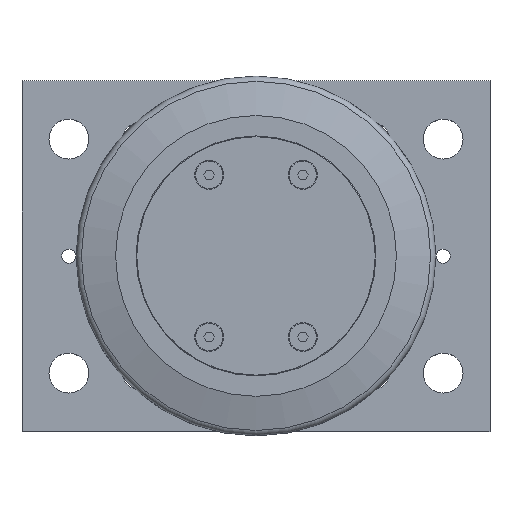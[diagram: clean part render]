
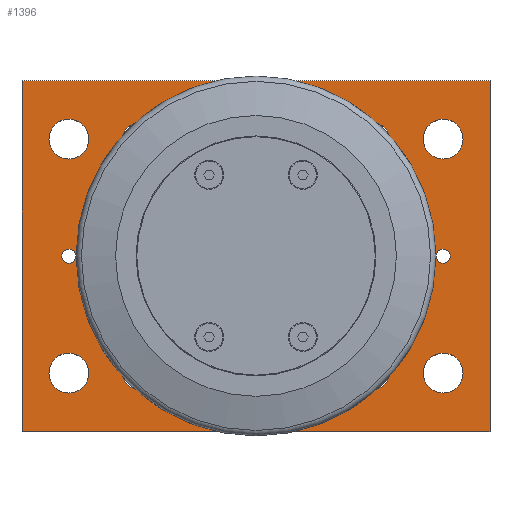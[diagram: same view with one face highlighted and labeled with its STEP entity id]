
A CAD part, top view. The second image highlights one B-rep face of the part: STEP entity #1396.
In plain terms, the highlighted planar face has unit normal (0, 0, 1).
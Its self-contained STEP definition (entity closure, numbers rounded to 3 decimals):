
#41=FACE_BOUND('',#318,.T.);
#42=FACE_BOUND('',#319,.T.);
#43=FACE_BOUND('',#320,.T.);
#44=FACE_BOUND('',#321,.T.);
#45=FACE_BOUND('',#322,.T.);
#46=FACE_BOUND('',#323,.T.);
#47=FACE_BOUND('',#324,.T.);
#48=FACE_BOUND('',#325,.T.);
#49=FACE_BOUND('',#326,.T.);
#50=FACE_BOUND('',#327,.T.);
#51=FACE_BOUND('',#328,.T.);
#116=CIRCLE('',#1547,51.);
#117=CIRCLE('',#1549,6.918);
#118=CIRCLE('',#1550,6.918);
#119=CIRCLE('',#1551,6.918);
#120=CIRCLE('',#1552,6.918);
#121=CIRCLE('',#1553,6.918);
#122=CIRCLE('',#1554,6.918);
#123=CIRCLE('',#1555,6.918);
#124=CIRCLE('',#1556,6.918);
#125=CIRCLE('',#1557,8.5);
#126=CIRCLE('',#1558,8.5);
#127=CIRCLE('',#1559,8.5);
#128=CIRCLE('',#1560,8.5);
#129=CIRCLE('',#1561,3.);
#130=CIRCLE('',#1562,3.);
#224=FACE_OUTER_BOUND('',#317,.T.);
#317=EDGE_LOOP('',(#1195,#1196,#1197,#1198));
#318=EDGE_LOOP('',(#1199,#1200));
#319=EDGE_LOOP('',(#1201,#1202));
#320=EDGE_LOOP('',(#1203,#1204));
#321=EDGE_LOOP('',(#1205,#1206));
#322=EDGE_LOOP('',(#1207));
#323=EDGE_LOOP('',(#1208));
#324=EDGE_LOOP('',(#1209));
#325=EDGE_LOOP('',(#1210));
#326=EDGE_LOOP('',(#1211));
#327=EDGE_LOOP('',(#1212));
#328=EDGE_LOOP('',(#1213));
#445=LINE('',#2353,#558);
#446=LINE('',#2355,#559);
#447=LINE('',#2357,#560);
#448=LINE('',#2358,#561);
#558=VECTOR('',#1915,10.);
#559=VECTOR('',#1916,10.);
#560=VECTOR('',#1917,10.);
#561=VECTOR('',#1918,10.);
#679=VERTEX_POINT('',#2347);
#680=VERTEX_POINT('',#2351);
#681=VERTEX_POINT('',#2352);
#682=VERTEX_POINT('',#2354);
#683=VERTEX_POINT('',#2356);
#684=VERTEX_POINT('',#2359);
#685=VERTEX_POINT('',#2360);
#686=VERTEX_POINT('',#2363);
#687=VERTEX_POINT('',#2364);
#688=VERTEX_POINT('',#2367);
#689=VERTEX_POINT('',#2368);
#690=VERTEX_POINT('',#2371);
#691=VERTEX_POINT('',#2372);
#692=VERTEX_POINT('',#2375);
#693=VERTEX_POINT('',#2377);
#694=VERTEX_POINT('',#2379);
#695=VERTEX_POINT('',#2381);
#696=VERTEX_POINT('',#2383);
#697=VERTEX_POINT('',#2385);
#857=EDGE_CURVE('',#679,#679,#116,.T.);
#858=EDGE_CURVE('',#680,#681,#445,.T.);
#859=EDGE_CURVE('',#682,#680,#446,.T.);
#860=EDGE_CURVE('',#683,#682,#447,.T.);
#861=EDGE_CURVE('',#681,#683,#448,.T.);
#862=EDGE_CURVE('',#684,#685,#117,.T.);
#863=EDGE_CURVE('',#685,#684,#118,.T.);
#864=EDGE_CURVE('',#686,#687,#119,.T.);
#865=EDGE_CURVE('',#687,#686,#120,.T.);
#866=EDGE_CURVE('',#688,#689,#121,.T.);
#867=EDGE_CURVE('',#689,#688,#122,.T.);
#868=EDGE_CURVE('',#690,#691,#123,.T.);
#869=EDGE_CURVE('',#691,#690,#124,.T.);
#870=EDGE_CURVE('',#692,#692,#125,.T.);
#871=EDGE_CURVE('',#693,#693,#126,.T.);
#872=EDGE_CURVE('',#694,#694,#127,.T.);
#873=EDGE_CURVE('',#695,#695,#128,.T.);
#874=EDGE_CURVE('',#696,#696,#129,.T.);
#875=EDGE_CURVE('',#697,#697,#130,.T.);
#1195=ORIENTED_EDGE('',*,*,#858,.F.);
#1196=ORIENTED_EDGE('',*,*,#859,.F.);
#1197=ORIENTED_EDGE('',*,*,#860,.F.);
#1198=ORIENTED_EDGE('',*,*,#861,.F.);
#1199=ORIENTED_EDGE('',*,*,#862,.T.);
#1200=ORIENTED_EDGE('',*,*,#863,.T.);
#1201=ORIENTED_EDGE('',*,*,#864,.T.);
#1202=ORIENTED_EDGE('',*,*,#865,.T.);
#1203=ORIENTED_EDGE('',*,*,#866,.T.);
#1204=ORIENTED_EDGE('',*,*,#867,.T.);
#1205=ORIENTED_EDGE('',*,*,#868,.T.);
#1206=ORIENTED_EDGE('',*,*,#869,.T.);
#1207=ORIENTED_EDGE('',*,*,#870,.T.);
#1208=ORIENTED_EDGE('',*,*,#871,.T.);
#1209=ORIENTED_EDGE('',*,*,#872,.T.);
#1210=ORIENTED_EDGE('',*,*,#873,.T.);
#1211=ORIENTED_EDGE('',*,*,#874,.T.);
#1212=ORIENTED_EDGE('',*,*,#875,.T.);
#1213=ORIENTED_EDGE('',*,*,#857,.T.);
#1328=PLANE('',#1548);
#1396=ADVANCED_FACE('',(#224,#41,#42,#43,#44,#45,#46,#47,#48,#49,#50,#51),
#1328,.T.);
#1547=AXIS2_PLACEMENT_3D('',#2349,#1911,#1912);
#1548=AXIS2_PLACEMENT_3D('',#2350,#1913,#1914);
#1549=AXIS2_PLACEMENT_3D('',#2361,#1919,#1920);
#1550=AXIS2_PLACEMENT_3D('',#2362,#1921,#1922);
#1551=AXIS2_PLACEMENT_3D('',#2365,#1923,#1924);
#1552=AXIS2_PLACEMENT_3D('',#2366,#1925,#1926);
#1553=AXIS2_PLACEMENT_3D('',#2369,#1927,#1928);
#1554=AXIS2_PLACEMENT_3D('',#2370,#1929,#1930);
#1555=AXIS2_PLACEMENT_3D('',#2373,#1931,#1932);
#1556=AXIS2_PLACEMENT_3D('',#2374,#1933,#1934);
#1557=AXIS2_PLACEMENT_3D('',#2376,#1935,#1936);
#1558=AXIS2_PLACEMENT_3D('',#2378,#1937,#1938);
#1559=AXIS2_PLACEMENT_3D('',#2380,#1939,#1940);
#1560=AXIS2_PLACEMENT_3D('',#2382,#1941,#1942);
#1561=AXIS2_PLACEMENT_3D('',#2384,#1943,#1944);
#1562=AXIS2_PLACEMENT_3D('',#2386,#1945,#1946);
#1911=DIRECTION('center_axis',(0.,0.,-1.));
#1912=DIRECTION('ref_axis',(0.,-1.,0.));
#1913=DIRECTION('center_axis',(0.,0.,1.));
#1914=DIRECTION('ref_axis',(1.,0.,0.));
#1915=DIRECTION('',(0.,1.,0.));
#1916=DIRECTION('',(-1.,0.,0.));
#1917=DIRECTION('',(0.,-1.,0.));
#1918=DIRECTION('',(1.,0.,0.));
#1919=DIRECTION('center_axis',(0.,0.,-1.));
#1920=DIRECTION('ref_axis',(1.,0.,0.));
#1921=DIRECTION('center_axis',(0.,0.,-1.));
#1922=DIRECTION('ref_axis',(1.,0.,0.));
#1923=DIRECTION('center_axis',(0.,0.,-1.));
#1924=DIRECTION('ref_axis',(1.,0.,0.));
#1925=DIRECTION('center_axis',(0.,0.,-1.));
#1926=DIRECTION('ref_axis',(1.,0.,0.));
#1927=DIRECTION('center_axis',(0.,0.,-1.));
#1928=DIRECTION('ref_axis',(1.,0.,0.));
#1929=DIRECTION('center_axis',(0.,0.,-1.));
#1930=DIRECTION('ref_axis',(1.,0.,0.));
#1931=DIRECTION('center_axis',(0.,0.,-1.));
#1932=DIRECTION('ref_axis',(1.,0.,0.));
#1933=DIRECTION('center_axis',(0.,0.,-1.));
#1934=DIRECTION('ref_axis',(1.,0.,0.));
#1935=DIRECTION('center_axis',(0.,0.,-1.));
#1936=DIRECTION('ref_axis',(-1.,0.,0.));
#1937=DIRECTION('center_axis',(0.,0.,-1.));
#1938=DIRECTION('ref_axis',(-1.,0.,0.));
#1939=DIRECTION('center_axis',(0.,0.,-1.));
#1940=DIRECTION('ref_axis',(-1.,0.,0.));
#1941=DIRECTION('center_axis',(0.,0.,-1.));
#1942=DIRECTION('ref_axis',(-1.,0.,0.));
#1943=DIRECTION('center_axis',(0.,0.,-1.));
#1944=DIRECTION('ref_axis',(-1.,0.,0.));
#1945=DIRECTION('center_axis',(0.,0.,-1.));
#1946=DIRECTION('ref_axis',(-1.,0.,0.));
#2347=CARTESIAN_POINT('',(100.,126.,20.));
#2349=CARTESIAN_POINT('Origin',(100.,75.,20.));
#2350=CARTESIAN_POINT('Origin',(100.,75.,20.));
#2351=CARTESIAN_POINT('',(0.,0.,20.));
#2352=CARTESIAN_POINT('',(0.,150.,20.));
#2353=CARTESIAN_POINT('',(0.,150.,20.));
#2354=CARTESIAN_POINT('',(200.,0.,20.));
#2355=CARTESIAN_POINT('',(0.,0.,20.));
#2356=CARTESIAN_POINT('',(200.,150.,20.));
#2357=CARTESIAN_POINT('',(200.,0.,20.));
#2358=CARTESIAN_POINT('',(200.,150.,20.));
#2359=CARTESIAN_POINT('',(56.918,25.,20.));
#2360=CARTESIAN_POINT('',(43.083,25.,20.));
#2361=CARTESIAN_POINT('Origin',(50.,25.,20.));
#2362=CARTESIAN_POINT('Origin',(50.,25.,20.));
#2363=CARTESIAN_POINT('',(156.918,25.,20.));
#2364=CARTESIAN_POINT('',(143.083,25.,20.));
#2365=CARTESIAN_POINT('Origin',(150.,25.,20.));
#2366=CARTESIAN_POINT('Origin',(150.,25.,20.));
#2367=CARTESIAN_POINT('',(156.918,125.,20.));
#2368=CARTESIAN_POINT('',(143.083,125.,20.));
#2369=CARTESIAN_POINT('Origin',(150.,125.,20.));
#2370=CARTESIAN_POINT('Origin',(150.,125.,20.));
#2371=CARTESIAN_POINT('',(56.918,125.,20.));
#2372=CARTESIAN_POINT('',(43.083,125.,20.));
#2373=CARTESIAN_POINT('Origin',(50.,125.,20.));
#2374=CARTESIAN_POINT('Origin',(50.,125.,20.));
#2375=CARTESIAN_POINT('',(28.5,25.,20.));
#2376=CARTESIAN_POINT('Origin',(20.,25.,20.));
#2377=CARTESIAN_POINT('',(28.5,125.,20.));
#2378=CARTESIAN_POINT('Origin',(20.,125.,20.));
#2379=CARTESIAN_POINT('',(188.5,25.,20.));
#2380=CARTESIAN_POINT('Origin',(180.,25.,20.));
#2381=CARTESIAN_POINT('',(188.5,125.,20.));
#2382=CARTESIAN_POINT('Origin',(180.,125.,20.));
#2383=CARTESIAN_POINT('',(183.,75.,20.));
#2384=CARTESIAN_POINT('Origin',(180.,75.,20.));
#2385=CARTESIAN_POINT('',(23.,75.,20.));
#2386=CARTESIAN_POINT('Origin',(20.,75.,20.));
